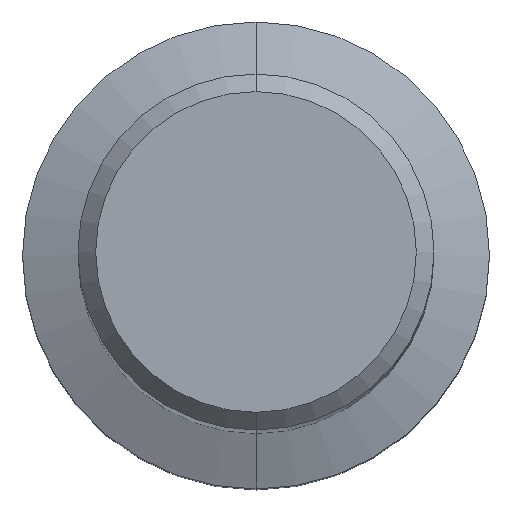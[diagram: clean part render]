
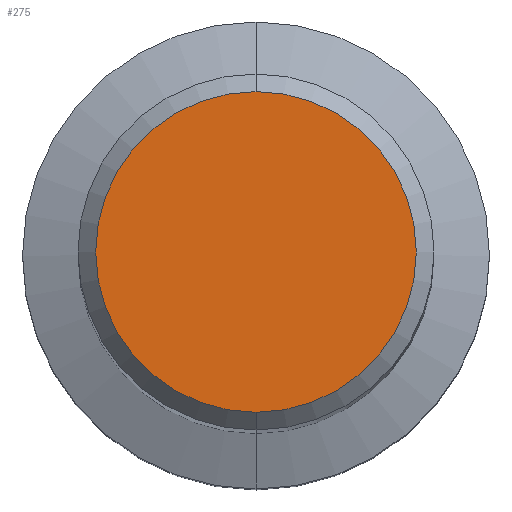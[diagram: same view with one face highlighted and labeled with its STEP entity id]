
A CAD part, top view. The second image highlights one B-rep face of the part: STEP entity #275.
In plain terms, the highlighted planar face has unit normal (0, 0, 1).
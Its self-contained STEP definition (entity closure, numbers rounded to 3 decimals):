
#147=EDGE_CURVE('',#253,#245,#356,.T.);
#245=VERTEX_POINT('',#462);
#253=VERTEX_POINT('',#471);
#275=ADVANCED_FACE('',(#495),#496,.T.);
#293=EDGE_CURVE('',#245,#253,#516,.T.);
#356=CIRCLE('',#574,5.45);
#462=CARTESIAN_POINT('',(0.0,5.45,0.0));
#471=CARTESIAN_POINT('',(0.,-5.45,0.0));
#495=FACE_OUTER_BOUND('',#758,.T.);
#496=PLANE('',#759);
#516=CIRCLE('',#786,5.45);
#574=AXIS2_PLACEMENT_3D('',#868,#869,#870);
#758=EDGE_LOOP('',(#1022,#1023));
#759=AXIS2_PLACEMENT_3D('',#1024,#1025,#1026);
#786=AXIS2_PLACEMENT_3D('',#1056,#1057,#1058);
#868=CARTESIAN_POINT('',(0.0,0.0,0.0));
#869=DIRECTION('',(0.0,0.0,-1.0));
#870=DIRECTION('',(0.0,1.0,0.0));
#1022=ORIENTED_EDGE('',*,*,#293,.F.);
#1023=ORIENTED_EDGE('',*,*,#147,.F.);
#1024=CARTESIAN_POINT('',(0.0,2.725,0.0));
#1025=DIRECTION('',(-0.0,0.0,1.0));
#1026=DIRECTION('',(0.0,-1.0,0.0));
#1056=CARTESIAN_POINT('',(0.0,0.0,0.0));
#1057=DIRECTION('',(0.0,0.0,-1.0));
#1058=DIRECTION('',(0.0,1.0,0.0));
